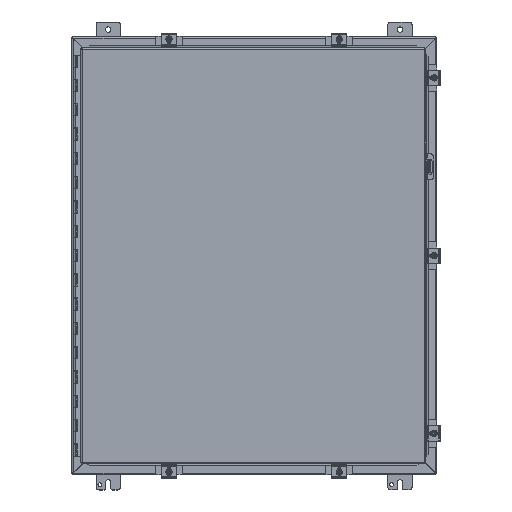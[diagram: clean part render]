
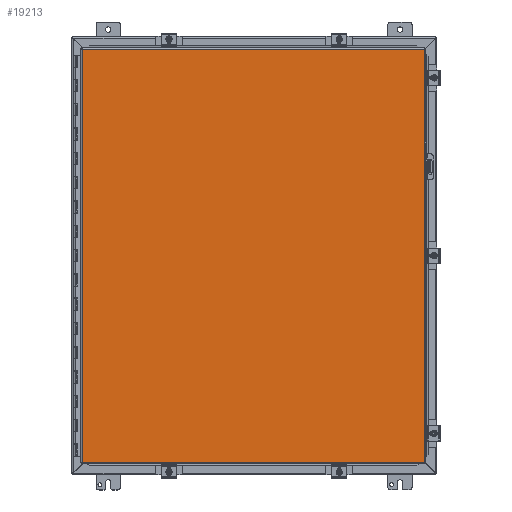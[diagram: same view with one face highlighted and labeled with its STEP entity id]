
A CAD part, top view. The second image highlights one B-rep face of the part: STEP entity #19213.
In plain terms, the highlighted face is planar.
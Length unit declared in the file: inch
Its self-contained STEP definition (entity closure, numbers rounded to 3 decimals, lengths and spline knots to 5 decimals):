
#604 = CARTESIAN_POINT ( 'NONE',  ( 14.08225, 16.9885, 0. ) ) ;
#1274 = VECTOR ( 'NONE', #3791, 39.37008 ) ;
#2971 = VECTOR ( 'NONE', #13094, 39.37008 ) ;
#3791 = DIRECTION ( 'NONE',  ( -1., 0., 0. ) ) ;
#3989 = CARTESIAN_POINT ( 'NONE',  ( 14.08225, -16.9885, 0. ) ) ;
#4388 = LINE ( 'NONE', #31733, #34748 ) ;
#7157 = DIRECTION ( 'NONE',  ( 1., 0., 0. ) ) ;
#7280 = CARTESIAN_POINT ( 'NONE',  ( -14.08225, 16.9885, 0. ) ) ;
#9034 = EDGE_CURVE ( 'NONE', #15125, #31228, #4388, .T. ) ;
#10071 = CARTESIAN_POINT ( 'NONE',  ( 14.08225, 16.9885, 0. ) ) ;
#10834 = VERTEX_POINT ( 'NONE', #25819 ) ;
#11815 = EDGE_LOOP ( 'NONE', ( #21786, #36200, #30975, #12702 ) ) ;
#12702 = ORIENTED_EDGE ( 'NONE', *, *, #18107, .T. ) ;
#13094 = DIRECTION ( 'NONE',  ( 0., -1., 0. ) ) ;
#13949 = LINE ( 'NONE', #7280, #28909 ) ;
#15125 = VERTEX_POINT ( 'NONE', #32720 ) ;
#16024 = EDGE_CURVE ( 'NONE', #31228, #33732, #13949, .T. ) ;
#18107 = EDGE_CURVE ( 'NONE', #10834, #15125, #24521, .T. ) ;
#19213 = ADVANCED_FACE ( 'NONE', ( #31353 ), #33681, .F. ) ;
#20673 = AXIS2_PLACEMENT_3D ( 'NONE', #32532, #32485, #32449 ) ;
#21786 = ORIENTED_EDGE ( 'NONE', *, *, #9034, .T. ) ;
#21874 = CARTESIAN_POINT ( 'NONE',  ( -14.08225, 16.9885, 0. ) ) ;
#24521 = LINE ( 'NONE', #3989, #1274 ) ;
#25819 = CARTESIAN_POINT ( 'NONE',  ( 14.08225, -16.9885, 0. ) ) ;
#26407 = LINE ( 'NONE', #10071, #2971 ) ;
#28909 = VECTOR ( 'NONE', #7157, 39.37008 ) ;
#30610 = EDGE_CURVE ( 'NONE', #33732, #10834, #26407, .T. ) ;
#30975 = ORIENTED_EDGE ( 'NONE', *, *, #30610, .T. ) ;
#31228 = VERTEX_POINT ( 'NONE', #21874 ) ;
#31353 = FACE_OUTER_BOUND ( 'NONE', #11815, .T. ) ;
#31733 = CARTESIAN_POINT ( 'NONE',  ( -14.08225, -16.9885, 0. ) ) ;
#32449 = DIRECTION ( 'NONE',  ( 1., 0., 0. ) ) ;
#32485 = DIRECTION ( 'NONE',  ( 0., 0., 1. ) ) ;
#32532 = CARTESIAN_POINT ( 'NONE',  ( 0., 0., 0. ) ) ;
#32720 = CARTESIAN_POINT ( 'NONE',  ( -14.08225, -16.9885, 0. ) ) ;
#33475 = DIRECTION ( 'NONE',  ( 0., 1., 0. ) ) ;
#33681 = PLANE ( 'NONE',  #20673 ) ;
#33732 = VERTEX_POINT ( 'NONE', #604 ) ;
#34748 = VECTOR ( 'NONE', #33475, 39.37008 ) ;
#36200 = ORIENTED_EDGE ( 'NONE', *, *, #16024, .T. ) ;
